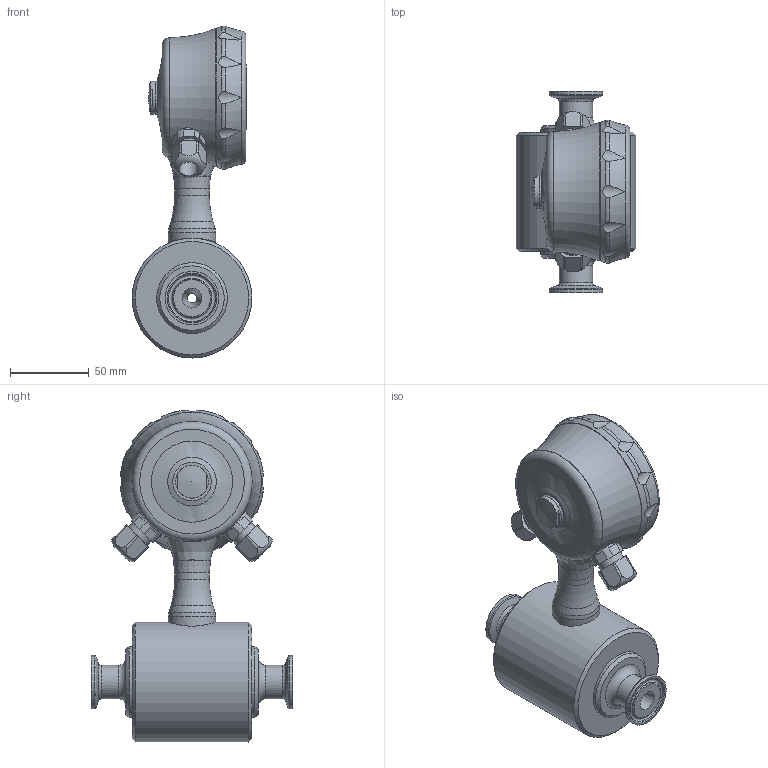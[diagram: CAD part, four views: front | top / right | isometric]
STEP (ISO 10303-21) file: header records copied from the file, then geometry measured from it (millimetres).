
FILE_DESCRIPTION( ( 'Unknown' ), '1' );
FILE_NAME( 'PF75H5xxxxxxx03x1B42xx2xxx0x0.stp', 'Unknown', ( 'Unknown' ), ( 'Unknown' ), 'PSStep 19.0.9', 'Unknown', ' ' );
FILE_SCHEMA( ( 'AUTOMOTIVE_DESIGN { 1 0 10303 214 1 1 1 1 }' ) );
Length unit declared in the file: millimetre
Products named in the file (1): Unterteil_PF75H_Clamp_ISO_2852_DN6
Bounding box: 76.1 x 128 x 210.87 mm (x, y, z)
Volume: 690797.4 mm3; surface area: 78045.3 mm2
Topology: 1 solids, 16 shells, 524 faces, 1368 edges, 897 vertices
Faces by surface type: plane 258, cylinder 144, torus 49, cone 39, bspline 22, extrusion 4, sphere 4, revolution 4
Full cylindrical faces by diameter (mm): 3 x1, 3.459 x2, 6 x1, 12 x2, 16 x4, 16.691 x2, 20.8 x1, 21 x1, 21.2 x2, 22 x1, 23.5 x1, 30 x1, 34 x2, 45 x2, 76.1 x1, 81.2 x1, 83.7 x1, 88 x1
Entity records: 23406 total; most frequent: CARTESIAN_POINT 7123, ORIENTED_EDGE 2500, DIRECTION 2374, EDGE_CURVE 1250, AXIS2_PLACEMENT_3D 890, VERTEX_POINT 862, EDGE_LOOP 641, VECTOR 590
